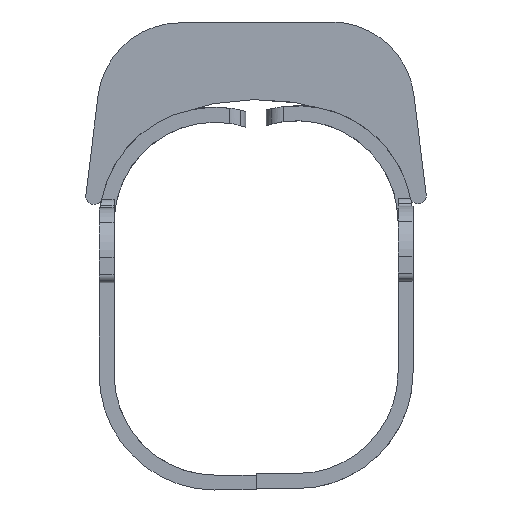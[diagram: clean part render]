
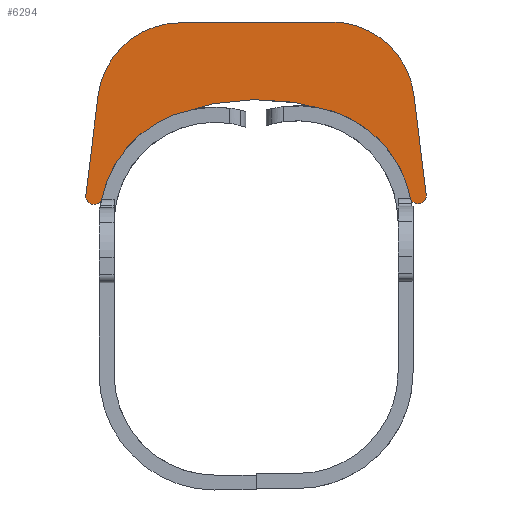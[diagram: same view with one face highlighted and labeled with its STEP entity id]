
A CAD part, front view. The second image highlights one B-rep face of the part: STEP entity #6294.
In plain terms, the highlighted planar face has unit normal (0, -1, 0).
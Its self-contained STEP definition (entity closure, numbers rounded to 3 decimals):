
#6207=CARTESIAN_POINT('Axis2P3D Location',(0.,-31.641,0.)) ;
#6212=CARTESIAN_POINT('Axis2P3D Location',(-12.158,-31.641,-8.926)) ;
#6216=CARTESIAN_POINT('Vertex',(-62.117,-31.641,127.196)) ;
#6218=CARTESIAN_POINT('Vertex',(32.762,-31.641,128.941)) ;
#6221=CARTESIAN_POINT('Axis2P3D Location',(11.232,-31.641,62.86)) ;
#6225=CARTESIAN_POINT('Vertex',(79.529,-31.641,75.731)) ;
#6228=CARTESIAN_POINT('Axis2P3D Location',(83.648,-31.641,78.566)) ;
#6232=CARTESIAN_POINT('Vertex',(88.611,-31.641,79.175)) ;
#6235=CARTESIAN_POINT('Line Origine',(84.955,-31.641,108.952)) ;
#6239=CARTESIAN_POINT('Vertex',(81.299,-31.641,138.728)) ;
#6242=CARTESIAN_POINT('Axis2P3D Location',(31.671,-31.641,132.635)) ;
#6246=CARTESIAN_POINT('Vertex',(31.417,-31.641,182.634)) ;
#6249=CARTESIAN_POINT('Line Origine',(-13.755,-31.641,182.404)) ;
#6253=CARTESIAN_POINT('Vertex',(-58.927,-31.641,182.175)) ;
#6256=CARTESIAN_POINT('Axis2P3D Location',(-58.673,-31.641,132.176)) ;
#6260=CARTESIAN_POINT('Vertex',(-108.3,-31.641,138.269)) ;
#6263=CARTESIAN_POINT('Line Origine',(-111.957,-31.641,108.493)) ;
#6267=CARTESIAN_POINT('Vertex',(-115.613,-31.641,78.716)) ;
#6270=CARTESIAN_POINT('Axis2P3D Location',(-110.65,-31.641,78.107)) ;
#6274=CARTESIAN_POINT('Vertex',(-106.314,-31.641,75.616)) ;
#6277=CARTESIAN_POINT('Axis2P3D Location',(-38.171,-31.641,61.951)) ;
#6237=VECTOR('Line Direction',#6236,1.) ;
#6251=VECTOR('Line Direction',#6250,1.) ;
#6265=VECTOR('Line Direction',#6264,1.) ;
#6208=DIRECTION('Axis2P3D Direction',(0.,-1.,0.)) ;
#6209=DIRECTION('Axis2P3D XDirection',(1.,0.,0.)) ;
#6213=DIRECTION('Axis2P3D Direction',(0.,-1.,0.)) ;
#6222=DIRECTION('Axis2P3D Direction',(0.,-1.,0.)) ;
#6229=DIRECTION('Axis2P3D Direction',(0.,-1.,0.)) ;
#6236=DIRECTION('Vector Direction',(-0.122,0.,0.993)) ;
#6243=DIRECTION('Axis2P3D Direction',(0.,-1.,0.)) ;
#6250=DIRECTION('Vector Direction',(1.,0.,0.005)) ;
#6257=DIRECTION('Axis2P3D Direction',(0.,-1.,0.)) ;
#6264=DIRECTION('Vector Direction',(0.122,0.,0.993)) ;
#6271=DIRECTION('Axis2P3D Direction',(0.,-1.,0.)) ;
#6278=DIRECTION('Axis2P3D Direction',(0.,-1.,0.)) ;
#6210=AXIS2_PLACEMENT_3D('Plane Axis2P3D',#6207,#6208,#6209) ;
#6214=AXIS2_PLACEMENT_3D('Circle Axis2P3D',#6212,#6213,$) ;
#6223=AXIS2_PLACEMENT_3D('Circle Axis2P3D',#6221,#6222,$) ;
#6230=AXIS2_PLACEMENT_3D('Circle Axis2P3D',#6228,#6229,$) ;
#6244=AXIS2_PLACEMENT_3D('Circle Axis2P3D',#6242,#6243,$) ;
#6258=AXIS2_PLACEMENT_3D('Circle Axis2P3D',#6256,#6257,$) ;
#6272=AXIS2_PLACEMENT_3D('Circle Axis2P3D',#6270,#6271,$) ;
#6279=AXIS2_PLACEMENT_3D('Circle Axis2P3D',#6277,#6278,$) ;
#6238=LINE('Line',#6235,#6237) ;
#6252=LINE('Line',#6249,#6251) ;
#6266=LINE('Line',#6263,#6265) ;
#6215=CIRCLE('generated circle',#6214,145.) ;
#6224=CIRCLE('generated circle',#6223,69.5) ;
#6231=CIRCLE('generated circle',#6230,5.) ;
#6245=CIRCLE('generated circle',#6244,50.) ;
#6259=CIRCLE('generated circle',#6258,50.) ;
#6273=CIRCLE('generated circle',#6272,5.) ;
#6280=CIRCLE('generated circle',#6279,69.5) ;
#6211=PLANE('',#6210) ;
#6220=EDGE_CURVE('',#6217,#6219,#6215,.F.) ;
#6227=EDGE_CURVE('',#6219,#6226,#6224,.F.) ;
#6234=EDGE_CURVE('',#6226,#6233,#6231,.T.) ;
#6241=EDGE_CURVE('',#6233,#6240,#6238,.T.) ;
#6248=EDGE_CURVE('',#6240,#6247,#6245,.T.) ;
#6255=EDGE_CURVE('',#6247,#6254,#6252,.F.) ;
#6262=EDGE_CURVE('',#6254,#6261,#6259,.T.) ;
#6269=EDGE_CURVE('',#6261,#6268,#6266,.F.) ;
#6276=EDGE_CURVE('',#6268,#6275,#6273,.T.) ;
#6281=EDGE_CURVE('',#6275,#6217,#6280,.F.) ;
#6282=EDGE_LOOP('',(#6283,#6284,#6285,#6286,#6287,#6288,#6289,#6290,#6291,#6292)) ;
#6283=ORIENTED_EDGE('',*,*,#6220,.T.) ;
#6284=ORIENTED_EDGE('',*,*,#6227,.T.) ;
#6285=ORIENTED_EDGE('',*,*,#6234,.T.) ;
#6286=ORIENTED_EDGE('',*,*,#6241,.T.) ;
#6287=ORIENTED_EDGE('',*,*,#6248,.T.) ;
#6288=ORIENTED_EDGE('',*,*,#6255,.T.) ;
#6289=ORIENTED_EDGE('',*,*,#6262,.T.) ;
#6290=ORIENTED_EDGE('',*,*,#6269,.T.) ;
#6291=ORIENTED_EDGE('',*,*,#6276,.T.) ;
#6292=ORIENTED_EDGE('',*,*,#6281,.T.) ;
#6217=VERTEX_POINT('',#6216) ;
#6219=VERTEX_POINT('',#6218) ;
#6226=VERTEX_POINT('',#6225) ;
#6233=VERTEX_POINT('',#6232) ;
#6240=VERTEX_POINT('',#6239) ;
#6247=VERTEX_POINT('',#6246) ;
#6254=VERTEX_POINT('',#6253) ;
#6261=VERTEX_POINT('',#6260) ;
#6268=VERTEX_POINT('',#6267) ;
#6275=VERTEX_POINT('',#6274) ;
#6294=ADVANCED_FACE('PartBody',(#6293),#6211,.T.) ;
#6293=FACE_OUTER_BOUND('',#6282,.T.) ;
